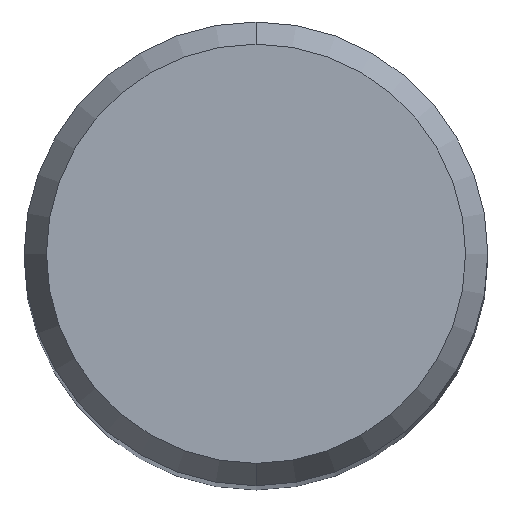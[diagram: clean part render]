
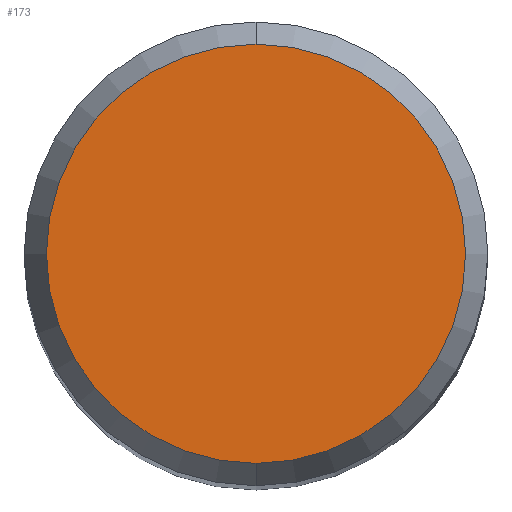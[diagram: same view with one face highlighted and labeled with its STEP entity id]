
A CAD part, top view. The second image highlights one B-rep face of the part: STEP entity #173.
In plain terms, the highlighted planar face has unit normal (0, 0, 1).
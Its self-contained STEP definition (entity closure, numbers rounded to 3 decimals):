
#135=VERTEX_POINT('',#269);
#159=EDGE_CURVE('',#135,#191,#295,.T.);
#173=ADVANCED_FACE('',(#310),#311,.T.);
#185=EDGE_CURVE('',#191,#135,#325,.T.);
#191=VERTEX_POINT('',#331);
#269=CARTESIAN_POINT('',(0.,-2.158,0.01));
#295=CIRCLE('',#444,2.158);
#310=FACE_OUTER_BOUND('',#468,.T.);
#311=PLANE('',#469);
#325=CIRCLE('',#488,2.158);
#331=CARTESIAN_POINT('',(0.0,2.158,0.01));
#444=AXIS2_PLACEMENT_3D('',#600,#601,#602);
#468=EDGE_LOOP('',(#619,#620));
#469=AXIS2_PLACEMENT_3D('',#621,#622,#623);
#488=AXIS2_PLACEMENT_3D('',#647,#648,#649);
#600=CARTESIAN_POINT('',(0.0,0.0,0.01));
#601=DIRECTION('',(0.0,0.0,-1.0));
#602=DIRECTION('',(0.0,1.0,0.0));
#619=ORIENTED_EDGE('',*,*,#185,.F.);
#620=ORIENTED_EDGE('',*,*,#159,.F.);
#621=CARTESIAN_POINT('',(0.0,1.079,0.01));
#622=DIRECTION('',(-0.0,0.0,1.0));
#623=DIRECTION('',(0.0,-1.0,0.0));
#647=CARTESIAN_POINT('',(0.0,0.0,0.01));
#648=DIRECTION('',(0.0,0.0,-1.0));
#649=DIRECTION('',(0.0,1.0,0.0));
